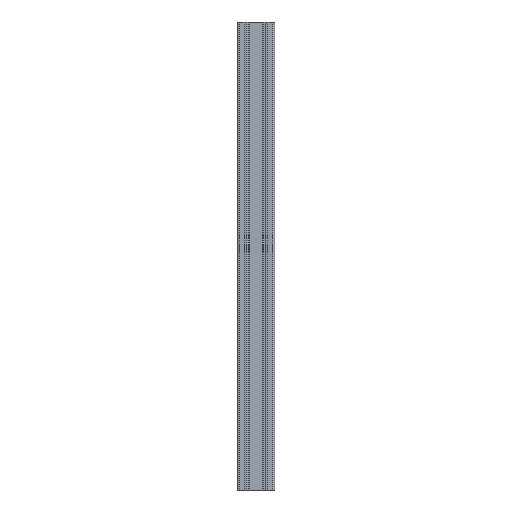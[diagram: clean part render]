
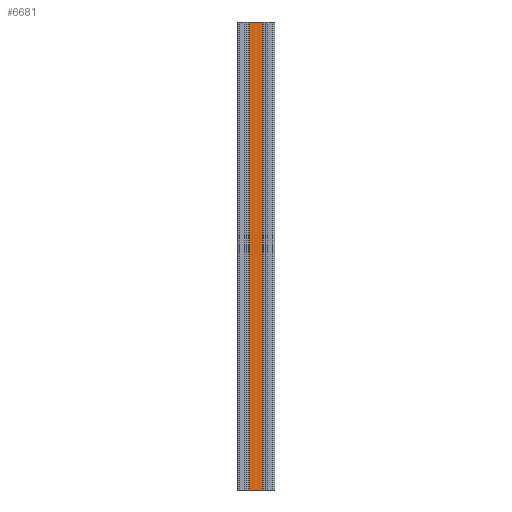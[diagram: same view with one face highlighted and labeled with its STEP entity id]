
A CAD part, front view. The second image highlights one B-rep face of the part: STEP entity #6681.
In plain terms, the highlighted planar face has unit normal (0, -1, 0).
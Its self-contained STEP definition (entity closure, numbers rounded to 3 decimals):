
#97 = CARTESIAN_POINT ( 'NONE',  ( -14.6, -40., 1000. ) ) ;
#252 = CARTESIAN_POINT ( 'NONE',  ( -14.6, -40., 0. ) ) ;
#337 = VERTEX_POINT ( 'NONE', #97 ) ;
#1315 = EDGE_CURVE ( 'NONE', #2623, #6227, #2285, .T. ) ;
#1409 = VERTEX_POINT ( 'NONE', #252 ) ;
#1850 = DIRECTION ( 'NONE',  ( -1., 0., 0. ) ) ;
#1887 = FACE_OUTER_BOUND ( 'NONE', #3031, .T. ) ;
#1930 = ORIENTED_EDGE ( 'NONE', *, *, #4591, .F. ) ;
#2285 = LINE ( 'NONE', #5762, #4015 ) ;
#2623 = VERTEX_POINT ( 'NONE', #5140 ) ;
#3031 = EDGE_LOOP ( 'NONE', ( #1930, #5357, #6752, #3113 ) ) ;
#3113 = ORIENTED_EDGE ( 'NONE', *, *, #4890, .T. ) ;
#3177 = EDGE_CURVE ( 'NONE', #2623, #337, #4622, .T. ) ;
#3354 = DIRECTION ( 'NONE',  ( 1., 0., 0. ) ) ;
#3366 = LINE ( 'NONE', #6941, #7554 ) ;
#3560 = DIRECTION ( 'NONE',  ( -1., 0., 0. ) ) ;
#4015 = VECTOR ( 'NONE', #8632, 1000. ) ;
#4476 = VECTOR ( 'NONE', #1850, 1000. ) ;
#4591 = EDGE_CURVE ( 'NONE', #6227, #1409, #8482, .T. ) ;
#4622 = LINE ( 'NONE', #8196, #4476 ) ;
#4702 = PLANE ( 'NONE',  #7898 ) ;
#4890 = EDGE_CURVE ( 'NONE', #337, #1409, #3366, .T. ) ;
#5140 = CARTESIAN_POINT ( 'NONE',  ( 14.6, -40., 1000. ) ) ;
#5357 = ORIENTED_EDGE ( 'NONE', *, *, #1315, .F. ) ;
#5413 = CARTESIAN_POINT ( 'NONE',  ( 14.6, -40., 0. ) ) ;
#5762 = CARTESIAN_POINT ( 'NONE',  ( 14.6, -40., 1000. ) ) ;
#5781 = VECTOR ( 'NONE', #3560, 1000. ) ;
#6147 = CARTESIAN_POINT ( 'NONE',  ( 0., -40., 1000. ) ) ;
#6200 = DIRECTION ( 'NONE',  ( 0., 0., -1. ) ) ;
#6227 = VERTEX_POINT ( 'NONE', #5413 ) ;
#6681 = ADVANCED_FACE ( 'NONE', ( #1887 ), #4702, .T. ) ;
#6752 = ORIENTED_EDGE ( 'NONE', *, *, #3177, .T. ) ;
#6941 = CARTESIAN_POINT ( 'NONE',  ( -14.6, -40., 1000. ) ) ;
#7554 = VECTOR ( 'NONE', #6200, 1000. ) ;
#7898 = AXIS2_PLACEMENT_3D ( 'NONE', #6147, #8974, #3354 ) ;
#8196 = CARTESIAN_POINT ( 'NONE',  ( 0., -40., 1000. ) ) ;
#8482 = LINE ( 'NONE', #8658, #5781 ) ;
#8632 = DIRECTION ( 'NONE',  ( 0., 0., -1. ) ) ;
#8658 = CARTESIAN_POINT ( 'NONE',  ( 0., -40., 0. ) ) ;
#8974 = DIRECTION ( 'NONE',  ( 0., -1., 0. ) ) ;
